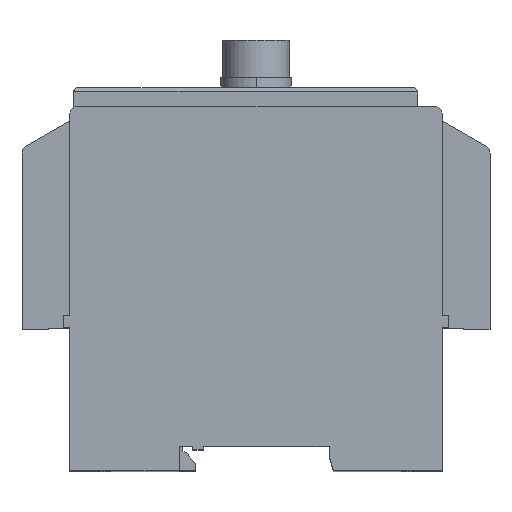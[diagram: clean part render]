
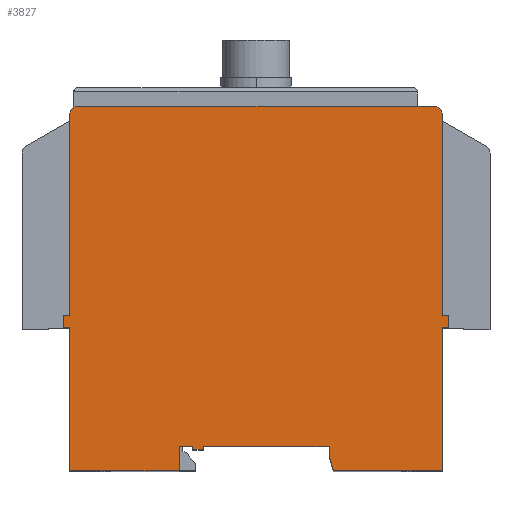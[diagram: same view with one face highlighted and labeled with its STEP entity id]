
A CAD part, top view. The second image highlights one B-rep face of the part: STEP entity #3827.
In plain terms, the highlighted planar face has unit normal (0, 0, 1).
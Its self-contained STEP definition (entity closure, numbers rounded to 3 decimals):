
#40=DIRECTION('',(0.,1.,0.));
#41=VECTOR('',#40,34.5);
#42=CARTESIAN_POINT('',(-22.651,-56.874,173.95));
#43=LINE('',#42,#41);
#44=DIRECTION('',(-1.,0.,0.));
#45=VECTOR('',#44,1.5);
#46=CARTESIAN_POINT('',(-22.651,-22.374,173.95));
#47=LINE('',#46,#45);
#48=DIRECTION('',(0.,1.,0.));
#49=VECTOR('',#48,3.);
#50=CARTESIAN_POINT('',(-24.151,-22.374,173.95));
#51=LINE('',#50,#49);
#52=DIRECTION('',(1.,0.,0.));
#53=VECTOR('',#52,1.5);
#54=CARTESIAN_POINT('',(-24.151,-19.374,173.95));
#55=LINE('',#54,#53);
#56=DIRECTION('',(0.,1.,0.));
#57=VECTOR('',#56,48.5);
#58=CARTESIAN_POINT('',(-22.651,-19.374,173.95));
#59=LINE('',#58,#57);
#60=CARTESIAN_POINT('',(-20.651,29.126,173.95));
#61=DIRECTION('',(0.,0.,-1.));
#62=DIRECTION('',(-1.,0.,0.));
#63=AXIS2_PLACEMENT_3D('',#60,#61,#62);
#65=DIRECTION('',(1.,0.,0.));
#66=VECTOR('',#65,86.);
#67=CARTESIAN_POINT('',(-20.651,31.126,173.95));
#68=LINE('',#67,#66);
#69=CARTESIAN_POINT('',(65.349,29.126,173.95));
#70=DIRECTION('',(0.,0.,-1.));
#71=DIRECTION('',(0.,1.,0.));
#72=AXIS2_PLACEMENT_3D('',#69,#70,#71);
#74=DIRECTION('',(0.,-1.,0.));
#75=VECTOR('',#74,48.5);
#76=CARTESIAN_POINT('',(67.349,29.126,173.95));
#77=LINE('',#76,#75);
#78=DIRECTION('',(1.,0.,0.));
#79=VECTOR('',#78,1.5);
#80=CARTESIAN_POINT('',(67.349,-19.374,173.95));
#81=LINE('',#80,#79);
#82=DIRECTION('',(0.,-1.,0.));
#83=VECTOR('',#82,3.);
#84=CARTESIAN_POINT('',(68.849,-19.374,173.95));
#85=LINE('',#84,#83);
#86=DIRECTION('',(-1.,0.,0.));
#87=VECTOR('',#86,1.5);
#88=CARTESIAN_POINT('',(68.849,-22.374,173.95));
#89=LINE('',#88,#87);
#90=DIRECTION('',(0.,-1.,0.));
#91=VECTOR('',#90,34.5);
#92=CARTESIAN_POINT('',(67.349,-22.374,173.95));
#93=LINE('',#92,#91);
#94=DIRECTION('',(-0.259,0.966,0.));
#95=VECTOR('',#94,3.934);
#96=CARTESIAN_POINT('',(41.018,-56.874,173.95));
#97=LINE('',#96,#95);
#98=DIRECTION('',(0.,1.,0.));
#99=VECTOR('',#98,2.2);
#100=CARTESIAN_POINT('',(39.999,-53.074,173.95));
#101=LINE('',#100,#99);
#102=DIRECTION('',(-1.,0.,0.));
#103=VECTOR('',#102,30.4);
#104=CARTESIAN_POINT('',(39.999,-50.874,173.95));
#105=LINE('',#104,#103);
#106=DIRECTION('',(0.,-1.,0.));
#107=VECTOR('',#106,0.8);
#108=CARTESIAN_POINT('',(9.599,-50.874,173.95));
#109=LINE('',#108,#107);
#110=DIRECTION('',(-1.,0.,0.));
#111=VECTOR('',#110,2.5);
#112=CARTESIAN_POINT('',(9.599,-51.674,173.95));
#113=LINE('',#112,#111);
#114=DIRECTION('',(0.,1.,0.));
#115=VECTOR('',#114,0.8);
#116=CARTESIAN_POINT('',(7.099,-51.674,173.95));
#117=LINE('',#116,#115);
#118=DIRECTION('',(-1.,0.,0.));
#119=VECTOR('',#118,3.3);
#120=CARTESIAN_POINT('',(7.099,-50.874,173.95));
#121=LINE('',#120,#119);
#122=DIRECTION('',(0.,-1.,0.));
#123=VECTOR('',#122,6.);
#124=CARTESIAN_POINT('',(3.799,-50.874,173.95));
#125=LINE('',#124,#123);
#2508=DIRECTION('',(1.,0.,0.));
#2509=VECTOR('',#2508,26.332);
#2510=CARTESIAN_POINT('',(41.018,-56.874,173.95));
#2511=LINE('',#2510,#2509);
#2609=DIRECTION('',(1.,0.,0.));
#2610=VECTOR('',#2609,26.45);
#2611=CARTESIAN_POINT('',(-22.651,-56.874,173.95));
#2612=LINE('',#2611,#2610);
#2858=CARTESIAN_POINT('',(7.099,-50.874,173.95));
#2859=CARTESIAN_POINT('',(3.799,-50.874,173.95));
#2860=VERTEX_POINT('',#2858);
#2861=VERTEX_POINT('',#2859);
#2866=CARTESIAN_POINT('',(9.599,-50.874,173.95));
#2867=VERTEX_POINT('',#2866);
#2868=CARTESIAN_POINT('',(39.999,-50.874,173.95));
#2869=VERTEX_POINT('',#2868);
#2894=CARTESIAN_POINT('',(-22.651,-56.874,173.95));
#2895=CARTESIAN_POINT('',(-22.651,-22.374,173.95));
#2896=VERTEX_POINT('',#2894);
#2897=VERTEX_POINT('',#2895);
#2898=CARTESIAN_POINT('',(-24.151,-22.374,173.95));
#2899=VERTEX_POINT('',#2898);
#2900=CARTESIAN_POINT('',(-24.151,-19.374,173.95));
#2901=VERTEX_POINT('',#2900);
#2902=CARTESIAN_POINT('',(-22.651,-19.374,173.95));
#2903=VERTEX_POINT('',#2902);
#2904=CARTESIAN_POINT('',(-22.651,29.126,173.95));
#2905=VERTEX_POINT('',#2904);
#2906=CARTESIAN_POINT('',(-20.651,31.126,173.95));
#2907=VERTEX_POINT('',#2906);
#2908=CARTESIAN_POINT('',(65.349,31.126,173.95));
#2909=VERTEX_POINT('',#2908);
#2910=CARTESIAN_POINT('',(67.349,29.126,173.95));
#2911=VERTEX_POINT('',#2910);
#2912=CARTESIAN_POINT('',(67.349,-19.374,173.95));
#2913=VERTEX_POINT('',#2912);
#2914=CARTESIAN_POINT('',(68.849,-19.374,173.95));
#2915=VERTEX_POINT('',#2914);
#2916=CARTESIAN_POINT('',(68.849,-22.374,173.95));
#2917=VERTEX_POINT('',#2916);
#2918=CARTESIAN_POINT('',(67.349,-22.374,173.95));
#2919=VERTEX_POINT('',#2918);
#2920=CARTESIAN_POINT('',(67.349,-56.874,173.95));
#2921=VERTEX_POINT('',#2920);
#2922=CARTESIAN_POINT('',(41.018,-56.874,173.95));
#2923=VERTEX_POINT('',#2922);
#2924=CARTESIAN_POINT('',(39.999,-53.074,173.95));
#2925=VERTEX_POINT('',#2924);
#2926=CARTESIAN_POINT('',(9.599,-51.674,173.95));
#2927=VERTEX_POINT('',#2926);
#2928=CARTESIAN_POINT('',(7.099,-51.674,173.95));
#2929=VERTEX_POINT('',#2928);
#2930=CARTESIAN_POINT('',(3.799,-56.874,173.95));
#2931=VERTEX_POINT('',#2930);
#3776=CARTESIAN_POINT('',(22.349,-47.624,173.95));
#3777=DIRECTION('',(0.,0.,1.));
#3778=DIRECTION('',(1.,0.,0.));
#3779=AXIS2_PLACEMENT_3D('',#3776,#3777,#3778);
#3780=PLANE('',#3779);
#3782=ORIENTED_EDGE('',*,*,#3781,.T.);
#3784=ORIENTED_EDGE('',*,*,#3783,.T.);
#3786=ORIENTED_EDGE('',*,*,#3785,.T.);
#3788=ORIENTED_EDGE('',*,*,#3787,.T.);
#3790=ORIENTED_EDGE('',*,*,#3789,.T.);
#3792=ORIENTED_EDGE('',*,*,#3791,.T.);
#3794=ORIENTED_EDGE('',*,*,#3793,.T.);
#3796=ORIENTED_EDGE('',*,*,#3795,.T.);
#3798=ORIENTED_EDGE('',*,*,#3797,.T.);
#3800=ORIENTED_EDGE('',*,*,#3799,.T.);
#3802=ORIENTED_EDGE('',*,*,#3801,.T.);
#3804=ORIENTED_EDGE('',*,*,#3803,.T.);
#3806=ORIENTED_EDGE('',*,*,#3805,.T.);
#3808=ORIENTED_EDGE('',*,*,#3807,.F.);
#3810=ORIENTED_EDGE('',*,*,#3809,.T.);
#3812=ORIENTED_EDGE('',*,*,#3811,.T.);
#3813=ORIENTED_EDGE('',*,*,#3733,.T.);
#3815=ORIENTED_EDGE('',*,*,#3814,.T.);
#3817=ORIENTED_EDGE('',*,*,#3816,.T.);
#3819=ORIENTED_EDGE('',*,*,#3818,.T.);
#3820=ORIENTED_EDGE('',*,*,#3725,.T.);
#3822=ORIENTED_EDGE('',*,*,#3821,.T.);
#3824=ORIENTED_EDGE('',*,*,#3823,.F.);
#3825=EDGE_LOOP('',(#3782,#3784,#3786,#3788,#3790,#3792,#3794,#3796,#3798,#3800,
#3802,#3804,#3806,#3808,#3810,#3812,#3813,#3815,#3817,#3819,#3820,#3822,#3824));
#3826=FACE_OUTER_BOUND('',#3825,.F.);
#3827=ADVANCED_FACE('',(#3826),#3780,.T.);
#64=CIRCLE('',#63,2.);
#73=CIRCLE('',#72,2.);
#3725=EDGE_CURVE('',#2860,#2861,#121,.T.);
#3733=EDGE_CURVE('',#2869,#2867,#105,.T.);
#3781=EDGE_CURVE('',#2896,#2897,#43,.T.);
#3783=EDGE_CURVE('',#2897,#2899,#47,.T.);
#3785=EDGE_CURVE('',#2899,#2901,#51,.T.);
#3787=EDGE_CURVE('',#2901,#2903,#55,.T.);
#3789=EDGE_CURVE('',#2903,#2905,#59,.T.);
#3791=EDGE_CURVE('',#2905,#2907,#64,.T.);
#3793=EDGE_CURVE('',#2907,#2909,#68,.T.);
#3795=EDGE_CURVE('',#2909,#2911,#73,.T.);
#3797=EDGE_CURVE('',#2911,#2913,#77,.T.);
#3799=EDGE_CURVE('',#2913,#2915,#81,.T.);
#3801=EDGE_CURVE('',#2915,#2917,#85,.T.);
#3803=EDGE_CURVE('',#2917,#2919,#89,.T.);
#3805=EDGE_CURVE('',#2919,#2921,#93,.T.);
#3807=EDGE_CURVE('',#2923,#2921,#2511,.T.);
#3809=EDGE_CURVE('',#2923,#2925,#97,.T.);
#3811=EDGE_CURVE('',#2925,#2869,#101,.T.);
#3814=EDGE_CURVE('',#2867,#2927,#109,.T.);
#3816=EDGE_CURVE('',#2927,#2929,#113,.T.);
#3818=EDGE_CURVE('',#2929,#2860,#117,.T.);
#3821=EDGE_CURVE('',#2861,#2931,#125,.T.);
#3823=EDGE_CURVE('',#2896,#2931,#2612,.T.);
